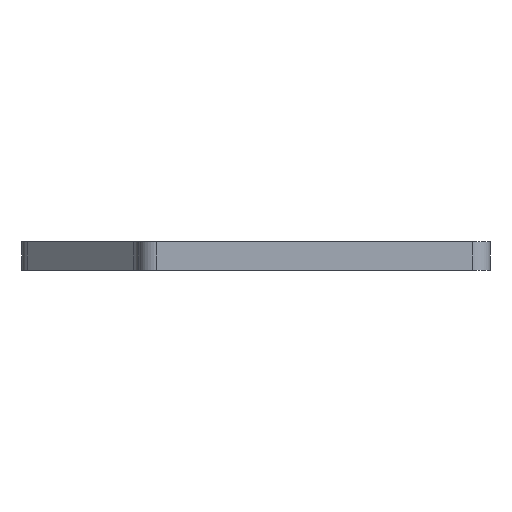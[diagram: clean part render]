
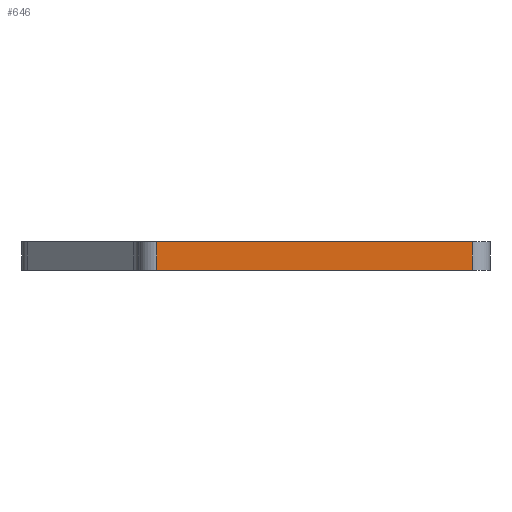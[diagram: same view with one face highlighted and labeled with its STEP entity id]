
A CAD part, left-side view. The second image highlights one B-rep face of the part: STEP entity #646.
In plain terms, the highlighted planar face has unit normal (-1, 0, 0).
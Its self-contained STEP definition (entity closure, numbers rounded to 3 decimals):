
#42=PLANE('',#724);
#69=FACE_OUTER_BOUND('',#101,.T.);
#101=EDGE_LOOP('',(#502,#503,#504,#505));
#163=LINE('',#1062,#211);
#164=LINE('',#1065,#212);
#165=LINE('',#1067,#213);
#166=LINE('',#1068,#214);
#211=VECTOR('',#876,10.);
#212=VECTOR('',#879,10.);
#213=VECTOR('',#880,10.);
#214=VECTOR('',#881,10.);
#314=VERTEX_POINT('',#1058);
#315=VERTEX_POINT('',#1060);
#316=VERTEX_POINT('',#1064);
#317=VERTEX_POINT('',#1066);
#393=EDGE_CURVE('',#314,#315,#163,.T.);
#394=EDGE_CURVE('',#316,#314,#164,.T.);
#395=EDGE_CURVE('',#317,#315,#165,.T.);
#396=EDGE_CURVE('',#316,#317,#166,.T.);
#502=ORIENTED_EDGE('',*,*,#394,.T.);
#503=ORIENTED_EDGE('',*,*,#393,.T.);
#504=ORIENTED_EDGE('',*,*,#395,.F.);
#505=ORIENTED_EDGE('',*,*,#396,.F.);
#646=ADVANCED_FACE('',(#69),#42,.T.);
#724=AXIS2_PLACEMENT_3D('',#1063,#877,#878);
#876=DIRECTION('',(0.,0.,1.));
#877=DIRECTION('center_axis',(-1.,0.,0.));
#878=DIRECTION('ref_axis',(0.,-1.,0.));
#879=DIRECTION('',(0.,-1.,0.));
#880=DIRECTION('',(0.,-1.,0.));
#881=DIRECTION('',(0.,0.,1.));
#1058=CARTESIAN_POINT('',(-342.317,-228.488,0.));
#1060=CARTESIAN_POINT('',(-342.317,-228.488,8.));
#1062=CARTESIAN_POINT('',(-342.317,-228.488,0.));
#1063=CARTESIAN_POINT('Origin',(-342.317,-139.488,0.));
#1064=CARTESIAN_POINT('',(-342.317,-139.488,0.));
#1065=CARTESIAN_POINT('',(-342.317,-139.488,0.));
#1066=CARTESIAN_POINT('',(-342.317,-139.488,8.));
#1067=CARTESIAN_POINT('',(-342.317,-139.488,8.));
#1068=CARTESIAN_POINT('',(-342.317,-139.488,0.));
